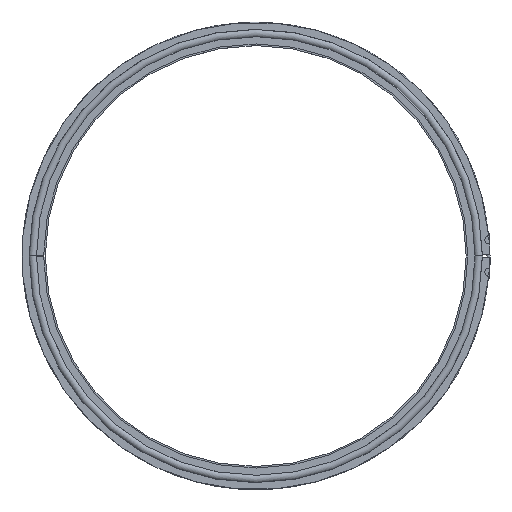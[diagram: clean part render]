
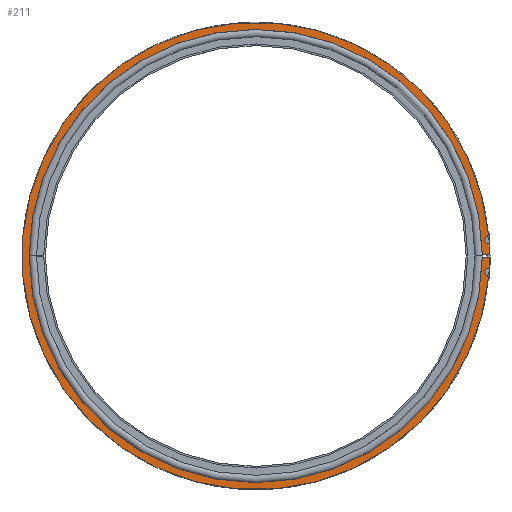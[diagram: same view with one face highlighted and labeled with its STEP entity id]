
A CAD part, top view. The second image highlights one B-rep face of the part: STEP entity #211.
In plain terms, the highlighted planar face has unit normal (0, 0, 1).
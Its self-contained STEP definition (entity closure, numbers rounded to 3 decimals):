
#51 = AXIS2_PLACEMENT_3D ( 'NONE', #1020, #2525, #1244 ) ;
#55 = CARTESIAN_POINT ( 'NONE',  ( 139.358, -1., 1.875 ) ) ;
#64 = DIRECTION ( 'NONE',  ( 0., 0., -1. ) ) ;
#66 = EDGE_LOOP ( 'NONE', ( #2342, #2211, #2123, #748, #611, #628, #1644, #2450 ) ) ;
#67 = CARTESIAN_POINT ( 'NONE',  ( 143.307, 12.492, 1.875 ) ) ;
#162 = CARTESIAN_POINT ( 'NONE',  ( 143.654, -7.505, 1.875 ) ) ;
#191 = CIRCLE ( 'NONE', #1506, 143.85 ) ;
#211 = ADVANCED_FACE ( 'NONE', ( #2360 ), #2646, .F. ) ;
#294 = CARTESIAN_POINT ( 'NONE',  ( 139.358, 1., 1.875 ) ) ;
#330 = VERTEX_POINT ( 'NONE', #2029 ) ;
#361 = DIRECTION ( 'NONE',  ( 0., 0., 1. ) ) ;
#422 = AXIS2_PLACEMENT_3D ( 'NONE', #1377, #64, #1602 ) ;
#472 = DIRECTION ( 'NONE',  ( 0., 0., 1. ) ) ;
#540 = LINE ( 'NONE', #294, #2770 ) ;
#562 = CARTESIAN_POINT ( 'NONE',  ( 0., 0., 1.875 ) ) ;
#565 = VERTEX_POINT ( 'NONE', #711 ) ;
#570 = EDGE_CURVE ( 'NONE', #770, #2465, #1557, .T. ) ;
#611 = ORIENTED_EDGE ( 'NONE', *, *, #863, .F. ) ;
#618 = VERTEX_POINT ( 'NONE', #1625 ) ;
#628 = ORIENTED_EDGE ( 'NONE', *, *, #2356, .F. ) ;
#646 = VERTEX_POINT ( 'NONE', #162 ) ;
#711 = CARTESIAN_POINT ( 'NONE',  ( 143.307, -12.492, 1.875 ) ) ;
#727 = CIRCLE ( 'NONE', #1955, 2.5 ) ;
#742 = CARTESIAN_POINT ( 'NONE',  ( 139.458, -1., 1.875 ) ) ;
#746 = AXIS2_PLACEMENT_3D ( 'NONE', #1174, #2672, #1403 ) ;
#748 = ORIENTED_EDGE ( 'NONE', *, *, #2358, .F. ) ;
#759 = CARTESIAN_POINT ( 'NONE',  ( 0., 0., 1.875 ) ) ;
#770 = VERTEX_POINT ( 'NONE', #67 ) ;
#778 = AXIS2_PLACEMENT_3D ( 'NONE', #562, #2090, #786 ) ;
#786 = DIRECTION ( 'NONE',  ( 1., 0., 0. ) ) ;
#859 = EDGE_CURVE ( 'NONE', #770, #565, #2182, .T. ) ;
#863 = EDGE_CURVE ( 'NONE', #2392, #2407, #1991, .T. ) ;
#947 = CARTESIAN_POINT ( 'NONE',  ( 139.458, 1., 1.875 ) ) ;
#978 = DIRECTION ( 'NONE',  ( 1., 0., 0. ) ) ;
#1020 = CARTESIAN_POINT ( 'NONE',  ( 0., 0., 1.875 ) ) ;
#1093 = CIRCLE ( 'NONE', #51, 143.85 ) ;
#1174 = CARTESIAN_POINT ( 'NONE',  ( 143.502, 10., 1.875 ) ) ;
#1244 = DIRECTION ( 'NONE',  ( 1., 0., 0. ) ) ;
#1280 = EDGE_CURVE ( 'NONE', #646, #330, #191, .T. ) ;
#1377 = CARTESIAN_POINT ( 'NONE',  ( -143.85, 0., 1.875 ) ) ;
#1379 = DIRECTION ( 'NONE',  ( 1., 0., 0. ) ) ;
#1403 = DIRECTION ( 'NONE',  ( 1., 0., 0. ) ) ;
#1452 = AXIS2_PLACEMENT_3D ( 'NONE', #759, #2269, #978 ) ;
#1506 = AXIS2_PLACEMENT_3D ( 'NONE', #1676, #361, #1904 ) ;
#1557 = CIRCLE ( 'NONE', #746, 2.5 ) ;
#1602 = DIRECTION ( 'NONE',  ( -1., 0., 0. ) ) ;
#1625 = CARTESIAN_POINT ( 'NONE',  ( 143.847, 1., 1.875 ) ) ;
#1643 = VECTOR ( 'NONE', #1379, 1000. ) ;
#1644 = ORIENTED_EDGE ( 'NONE', *, *, #2502, .T. ) ;
#1676 = CARTESIAN_POINT ( 'NONE',  ( 0., 0., 1.875 ) ) ;
#1731 = LINE ( 'NONE', #55, #1643 ) ;
#1793 = CARTESIAN_POINT ( 'NONE',  ( 143.502, -10., 1.875 ) ) ;
#1825 = DIRECTION ( 'NONE',  ( -1., 0., 0. ) ) ;
#1900 = EDGE_CURVE ( 'NONE', #646, #565, #727, .T. ) ;
#1904 = DIRECTION ( 'NONE',  ( 1., 0., 0. ) ) ;
#1955 = AXIS2_PLACEMENT_3D ( 'NONE', #1793, #472, #1993 ) ;
#1991 = CIRCLE ( 'NONE', #778, 139.462 ) ;
#1993 = DIRECTION ( 'NONE',  ( 1., 0., 0. ) ) ;
#2029 = CARTESIAN_POINT ( 'NONE',  ( 143.847, -1., 1.875 ) ) ;
#2090 = DIRECTION ( 'NONE',  ( 0., 0., 1. ) ) ;
#2123 = ORIENTED_EDGE ( 'NONE', *, *, #1280, .T. ) ;
#2182 = CIRCLE ( 'NONE', #1452, 143.85 ) ;
#2211 = ORIENTED_EDGE ( 'NONE', *, *, #1900, .F. ) ;
#2269 = DIRECTION ( 'NONE',  ( 0., 0., 1. ) ) ;
#2342 = ORIENTED_EDGE ( 'NONE', *, *, #859, .T. ) ;
#2356 = EDGE_CURVE ( 'NONE', #618, #2392, #540, .T. ) ;
#2358 = EDGE_CURVE ( 'NONE', #2407, #330, #1731, .T. ) ;
#2360 = FACE_OUTER_BOUND ( 'NONE', #66, .T. ) ;
#2392 = VERTEX_POINT ( 'NONE', #947 ) ;
#2407 = VERTEX_POINT ( 'NONE', #742 ) ;
#2450 = ORIENTED_EDGE ( 'NONE', *, *, #570, .F. ) ;
#2465 = VERTEX_POINT ( 'NONE', #2725 ) ;
#2502 = EDGE_CURVE ( 'NONE', #618, #2465, #1093, .T. ) ;
#2525 = DIRECTION ( 'NONE',  ( 0., 0., 1. ) ) ;
#2646 = PLANE ( 'NONE',  #422 ) ;
#2672 = DIRECTION ( 'NONE',  ( 0., 0., 1. ) ) ;
#2725 = CARTESIAN_POINT ( 'NONE',  ( 143.654, 7.505, 1.875 ) ) ;
#2770 = VECTOR ( 'NONE', #1825, 1000. ) ;
